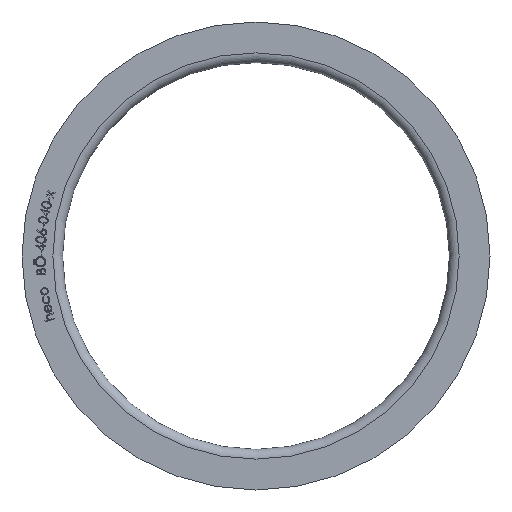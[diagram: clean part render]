
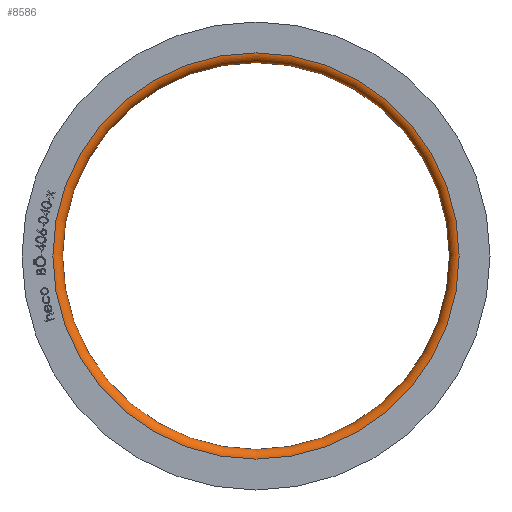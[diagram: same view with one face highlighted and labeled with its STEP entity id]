
A CAD part, left-side view. The second image highlights one B-rep face of the part: STEP entity #8586.
In plain terms, the highlighted toroidal (fillet/blend) face has major radius 209.2 mm and minor radius 10 mm.
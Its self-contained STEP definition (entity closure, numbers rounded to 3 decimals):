
#1035 = VERTEX_POINT ( 'NONE', #2303 ) ;
#2303 = CARTESIAN_POINT ( 'NONE',  ( 0., 0., 209.2 ) ) ;
#2498 = AXIS2_PLACEMENT_3D ( 'NONE', #11388, #8071, #6539 ) ;
#2751 = CIRCLE ( 'NONE', #2498, 209.2 ) ;
#3618 = FACE_OUTER_BOUND ( 'NONE', #5311, .T. ) ;
#3810 = EDGE_CURVE ( 'NONE', #1035, #1035, #2751, .T. ) ;
#4999 = ORIENTED_EDGE ( 'NONE', *, *, #3810, .T. ) ;
#5267 = DIRECTION ( 'NONE',  ( 0., 0., 1. ) ) ;
#5311 = EDGE_LOOP ( 'NONE', ( #8809 ) ) ;
#5813 = EDGE_LOOP ( 'NONE', ( #4999 ) ) ;
#5906 = TOROIDAL_SURFACE ( 'NONE', #9962, 209.2, 10. ) ;
#6178 = DIRECTION ( 'NONE',  ( -1., 0., 0. ) ) ;
#6539 = DIRECTION ( 'NONE',  ( 0., 0., 1. ) ) ;
#7221 = DIRECTION ( 'NONE',  ( 0., 0., 1. ) ) ;
#7785 = CARTESIAN_POINT ( 'NONE',  ( 10., 0., 0. ) ) ;
#7816 = EDGE_CURVE ( 'NONE', #12358, #12358, #10687, .T. ) ;
#8071 = DIRECTION ( 'NONE',  ( -1., 0., 0. ) ) ;
#8471 = CARTESIAN_POINT ( 'NONE',  ( 10., 0., 0. ) ) ;
#8523 = AXIS2_PLACEMENT_3D ( 'NONE', #7785, #8775, #5267 ) ;
#8586 = ADVANCED_FACE ( 'NONE', ( #3618, #12744 ), #5906, .T. ) ;
#8775 = DIRECTION ( 'NONE',  ( -1., 0., 0. ) ) ;
#8809 = ORIENTED_EDGE ( 'NONE', *, *, #7816, .F. ) ;
#9962 = AXIS2_PLACEMENT_3D ( 'NONE', #8471, #6178, #7221 ) ;
#10321 = CARTESIAN_POINT ( 'NONE',  ( 10., 0., 199.2 ) ) ;
#10687 = CIRCLE ( 'NONE', #8523, 199.2 ) ;
#11388 = CARTESIAN_POINT ( 'NONE',  ( 0., 0., 0. ) ) ;
#12358 = VERTEX_POINT ( 'NONE', #10321 ) ;
#12744 = FACE_OUTER_BOUND ( 'NONE', #5813, .T. ) ;
